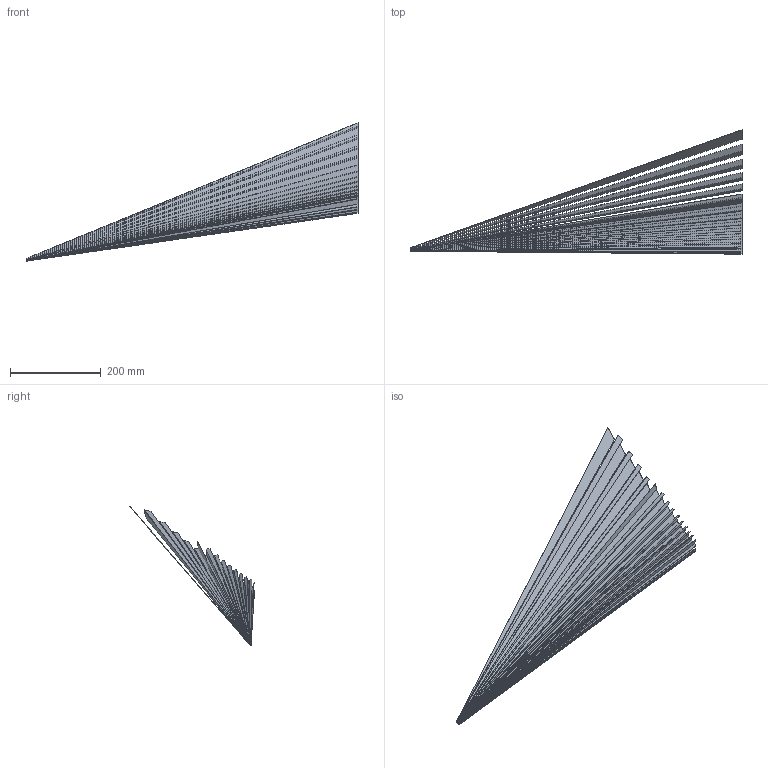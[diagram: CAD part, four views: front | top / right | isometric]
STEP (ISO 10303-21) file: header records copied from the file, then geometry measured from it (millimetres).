
FILE_DESCRIPTION(('FreeCAD Model'),'2;1');
FILE_NAME( 'block_3.step', '2021-06-02T11:34:43',('Author'),(''), 'Open CASCADE STEP processor 7.3','FreeCAD','Unknown');
FILE_SCHEMA(('AUTOMOTIVE_DESIGN { 1 0 10303 214 1 1 1 1 }'));
Length unit declared in the file: millimetre
Products named in the file (1): Part_3
Bounding box: 730 x 272.97 x 304.1 mm (x, y, z)
Volume: 99137.6 mm3; surface area: 670976.2 mm2
Topology: 5 solids, 5 shells, 254 faces, 755 edges, 503 vertices
Faces by surface type: plane 254
Entity records: 17517 total; most frequent: CARTESIAN_POINT 3733, DIRECTION 2065, LINE 1555, VECTOR 1555, ORIENTED_EDGE 1510, PCURVE 1510, DEFINITIONAL_REPRESENTATION 1510, EDGE_CURVE 755
